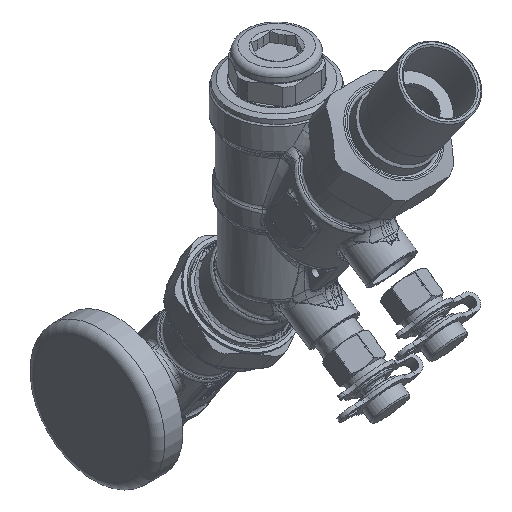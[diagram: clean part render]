
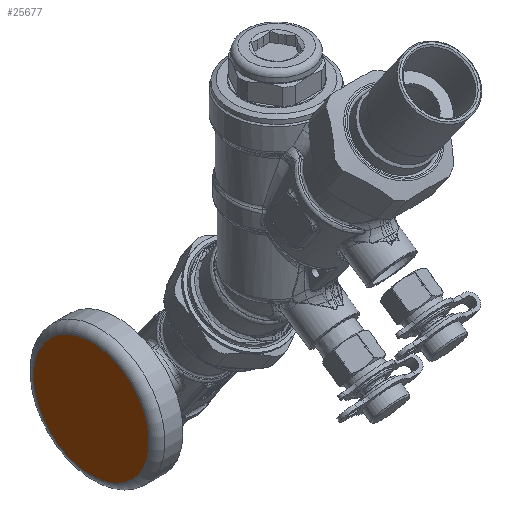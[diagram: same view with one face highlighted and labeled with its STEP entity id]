
A CAD part, isometric view. The second image highlights one B-rep face of the part: STEP entity #25677.
In plain terms, the highlighted face is planar.
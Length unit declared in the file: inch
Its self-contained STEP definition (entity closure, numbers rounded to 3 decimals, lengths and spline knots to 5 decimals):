
#6220=FACE_OUTER_BOUND('',#7870,.T.);
#7870=EDGE_LOOP('',(#22387));
#9106=CIRCLE('',#27998,0.905);
#11284=VERTEX_POINT('',#191464);
#14983=EDGE_CURVE('',#11284,#11284,#9106,.T.);
#22387=ORIENTED_EDGE('',*,*,#14983,.F.);
#22596=PLANE('',#28004);
#25677=ADVANCED_FACE('',(#6220),#22596,.T.);
#27998=AXIS2_PLACEMENT_3D('',#191465,#33024,#33025);
#28004=AXIS2_PLACEMENT_3D('',#191475,#33037,#33038);
#33024=DIRECTION('center_axis',(-1.,0.,0.));
#33025=DIRECTION('ref_axis',(0.,1.,0.));
#33037=DIRECTION('center_axis',(1.,0.,0.));
#33038=DIRECTION('ref_axis',(0.,-1.,0.));
#191464=CARTESIAN_POINT('',(1.4924,0.905,0.));
#191465=CARTESIAN_POINT('Origin',(1.4924,0.,0.));
#191475=CARTESIAN_POINT('Origin',(1.4924,0.,
0.));
